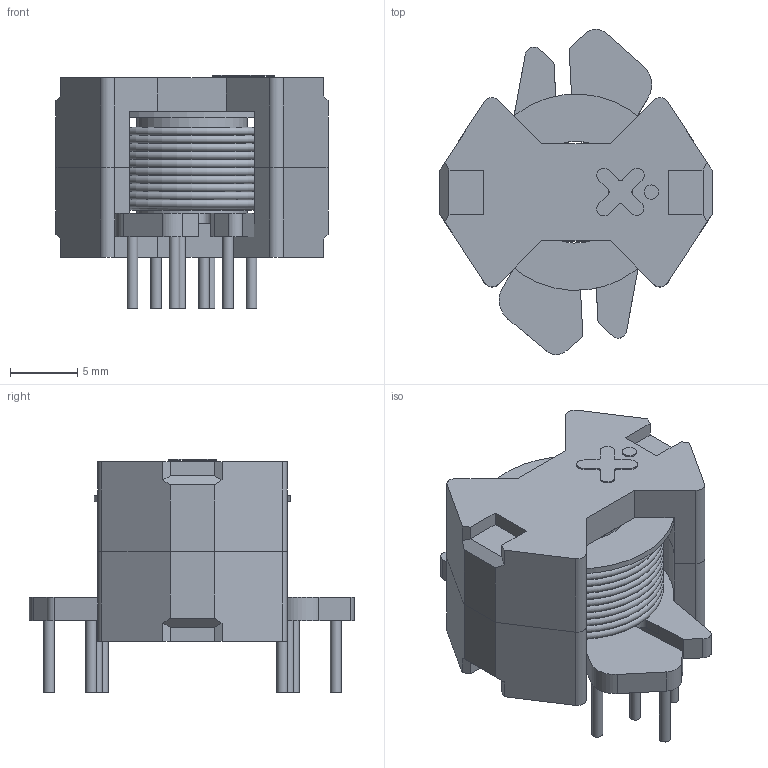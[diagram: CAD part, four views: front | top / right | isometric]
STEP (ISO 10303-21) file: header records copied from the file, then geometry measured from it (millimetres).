
FILE_DESCRIPTION(('FreeCAD Model'),'2;1');
FILE_NAME('RM7_Edu.step','2021-04-16T08:35:55',(''),('') ,'Open CASCADE STEP processor 7.3','FreeCAD','Unknown');
FILE_SCHEMA(('AUTOMOTIVE_DESIGN { 1 0 10303 214 1 1 1 1 }'));
Length unit declared in the file: millimetre
Products named in the file (6): Windings; Pines; Coil_former; Core_(Mirror_#1); Core; ExtrudeSymbol
Bounding box: 20.3 x 24.27 x 17.45 mm (x, y, z)
Volume: 2564.5 mm3; surface area: 5552.5 mm2
Topology: 53 solids, 53 shells, 208 faces, 500 edges, 320 vertices
Faces by surface type: bspline 78, plane 57, torus 40, cylinder 33
Full cylindrical faces by diameter (mm): 0.8 x8, 1.07 x1, 7.6 x1, 8.3 x1, 14.66 x1
Entity records: 11007 total; most frequent: CARTESIAN_POINT 3292, DIRECTION 841, ORIENTED_EDGE 840, PCURVE 840, DEFINITIONAL_REPRESENTATION 840, B_SPLINE_CURVE_WITH_KNOTS 633, EDGE_CURVE 420, LINE 407
